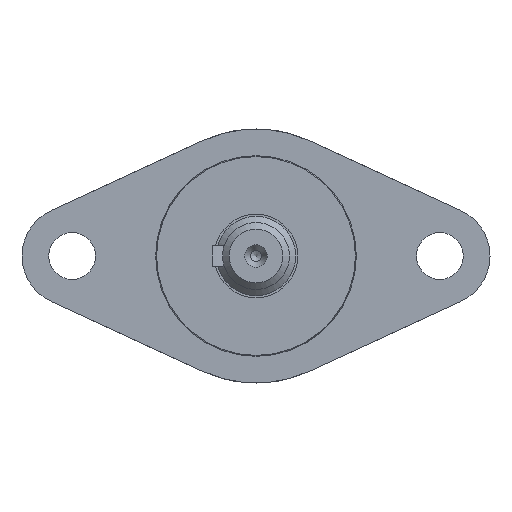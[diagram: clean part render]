
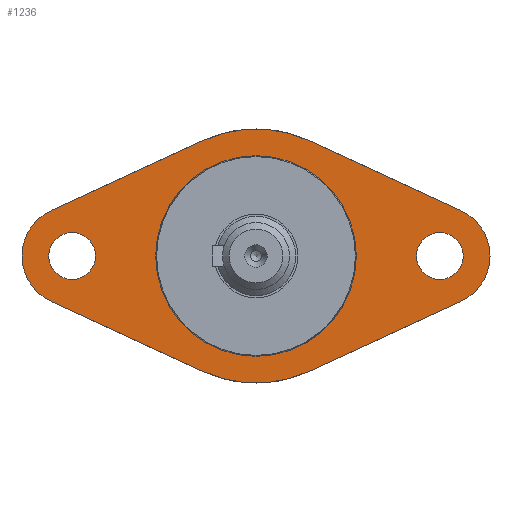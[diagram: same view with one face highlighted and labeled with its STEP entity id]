
A CAD part, left-side view. The second image highlights one B-rep face of the part: STEP entity #1236.
In plain terms, the highlighted planar face has unit normal (-1, 0, 0).
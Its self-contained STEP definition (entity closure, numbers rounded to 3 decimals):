
#664=CARTESIAN_POINT('',(-83.2,27.5,-3.5));
#665=VERTEX_POINT('',#664);
#666=CARTESIAN_POINT('',(-83.2,27.5,0.));
#667=DIRECTION('',(1.0,0.0,0.0));
#668=DIRECTION('',(0.0,0.0,1.0));
#669=AXIS2_PLACEMENT_3D('',#666,#667,#668);
#670=CIRCLE('',#669,3.5);
#671=EDGE_CURVE('',#665,#665,#670,.T.);
#706=CARTESIAN_POINT('',(-83.2,7.945,-17.259));
#707=VERTEX_POINT('',#706);
#714=CARTESIAN_POINT('',(-83.2,30.636,-6.813));
#715=VERTEX_POINT('',#714);
#716=CARTESIAN_POINT('',(-83.2,30.636,-6.813));
#717=DIRECTION('',(0.0,-0.908,-0.418));
#718=VECTOR('',#717,24.98);
#719=LINE('',#716,#718);
#720=EDGE_CURVE('',#715,#707,#719,.T.);
#754=CARTESIAN_POINT('',(-83.2,30.636,6.813));
#755=VERTEX_POINT('',#754);
#756=CARTESIAN_POINT('',(-83.2,27.5,0.));
#757=DIRECTION('',(-1.0,0.,0.));
#758=DIRECTION('',(0.,0.418,-0.908));
#759=AXIS2_PLACEMENT_3D('',#756,#757,#758);
#760=CIRCLE('',#759,7.5);
#761=EDGE_CURVE('',#755,#715,#760,.T.);
#791=CARTESIAN_POINT('',(-83.2,-7.945,17.259));
#792=VERTEX_POINT('',#791);
#799=CARTESIAN_POINT('',(-83.2,-30.636,6.813));
#800=VERTEX_POINT('',#799);
#801=CARTESIAN_POINT('',(-83.2,-30.636,6.813));
#802=DIRECTION('',(0.0,0.908,0.418));
#803=VECTOR('',#802,24.98);
#804=LINE('',#801,#803);
#805=EDGE_CURVE('',#800,#792,#804,.T.);
#839=CARTESIAN_POINT('',(-83.2,-30.636,-6.813));
#840=VERTEX_POINT('',#839);
#841=CARTESIAN_POINT('',(-83.2,-27.5,0.));
#842=DIRECTION('',(-1.0,0.,0.));
#843=DIRECTION('',(0.,-0.418,0.908));
#844=AXIS2_PLACEMENT_3D('',#841,#842,#843);
#845=CIRCLE('',#844,7.5);
#846=EDGE_CURVE('',#840,#800,#845,.T.);
#883=CARTESIAN_POINT('',(-83.2,-7.945,-17.259));
#884=VERTEX_POINT('',#883);
#885=CARTESIAN_POINT('',(-83.2,-7.945,-17.259));
#886=DIRECTION('',(0.0,-0.908,0.418));
#887=VECTOR('',#886,24.98);
#888=LINE('',#885,#887);
#889=EDGE_CURVE('',#884,#840,#888,.T.);
#926=CARTESIAN_POINT('',(-83.2,7.945,17.259));
#927=VERTEX_POINT('',#926);
#928=CARTESIAN_POINT('',(-83.2,7.945,17.259));
#929=DIRECTION('',(0.,0.908,-0.418));
#930=VECTOR('',#929,24.98);
#931=LINE('',#928,#930);
#932=EDGE_CURVE('',#927,#755,#931,.T.);
#948=CARTESIAN_POINT('',(-83.2,-27.5,-3.5));
#949=VERTEX_POINT('',#948);
#950=CARTESIAN_POINT('',(-83.2,-27.5,0.));
#951=DIRECTION('',(1.0,0.0,0.0));
#952=DIRECTION('',(0.0,0.0,1.0));
#953=AXIS2_PLACEMENT_3D('',#950,#951,#952);
#954=CIRCLE('',#953,3.5);
#955=EDGE_CURVE('',#949,#949,#954,.T.);
#995=CARTESIAN_POINT('',(-83.2,0.,0.));
#996=DIRECTION('',(-1.0,0.0,0.0));
#997=DIRECTION('',(0.0,0.0,1.0));
#998=AXIS2_PLACEMENT_3D('',#995,#996,#997);
#999=CIRCLE('',#998,19.);
#1000=EDGE_CURVE('',#792,#927,#999,.T.);
#1011=CARTESIAN_POINT('',(-83.2,0.,0.));
#1012=DIRECTION('',(-1.0,0.0,0.0));
#1013=DIRECTION('',(0.0,0.0,1.0));
#1014=AXIS2_PLACEMENT_3D('',#1011,#1012,#1013);
#1015=CIRCLE('',#1014,19.);
#1016=EDGE_CURVE('',#707,#884,#1015,.T.);
#1197=CARTESIAN_POINT('',(-83.2,15.,0.));
#1198=VERTEX_POINT('',#1197);
#1199=CARTESIAN_POINT('',(-83.2,0.,0.));
#1200=DIRECTION('',(1.0,0.0,0.0));
#1201=DIRECTION('',(0.0,1.0,0.0));
#1202=AXIS2_PLACEMENT_3D('',#1199,#1200,#1201);
#1203=CIRCLE('',#1202,15.);
#1204=EDGE_CURVE('',#1198,#1198,#1203,.T.);
#1212=CARTESIAN_POINT('',(-83.2,25.,0.));
#1213=DIRECTION('',(-1.0,0.0,0.0));
#1214=DIRECTION('',(0.0,0.0,1.0));
#1215=AXIS2_PLACEMENT_3D('',#1212,#1213,#1214);
#1216=PLANE('',#1215);
#1217=ORIENTED_EDGE('',*,*,#846,.T.);
#1218=ORIENTED_EDGE('',*,*,#805,.T.);
#1219=ORIENTED_EDGE('',*,*,#1000,.T.);
#1220=ORIENTED_EDGE('',*,*,#932,.T.);
#1221=ORIENTED_EDGE('',*,*,#761,.T.);
#1222=ORIENTED_EDGE('',*,*,#720,.T.);
#1223=ORIENTED_EDGE('',*,*,#1016,.T.);
#1224=ORIENTED_EDGE('',*,*,#889,.T.);
#1225=EDGE_LOOP('',(#1217,#1218,#1219,#1220,#1221,#1222,#1223,#1224));
#1226=FACE_OUTER_BOUND('',#1225,.T.);
#1227=ORIENTED_EDGE('',*,*,#671,.T.);
#1228=EDGE_LOOP('',(#1227));
#1229=FACE_BOUND('',#1228,.T.);
#1230=ORIENTED_EDGE('',*,*,#955,.T.);
#1231=EDGE_LOOP('',(#1230));
#1232=FACE_BOUND('',#1231,.T.);
#1233=ORIENTED_EDGE('',*,*,#1204,.T.);
#1234=EDGE_LOOP('',(#1233));
#1235=FACE_BOUND('',#1234,.T.);
#1236=ADVANCED_FACE('',(#1226,#1229,#1232,#1235),#1216,.T.);
